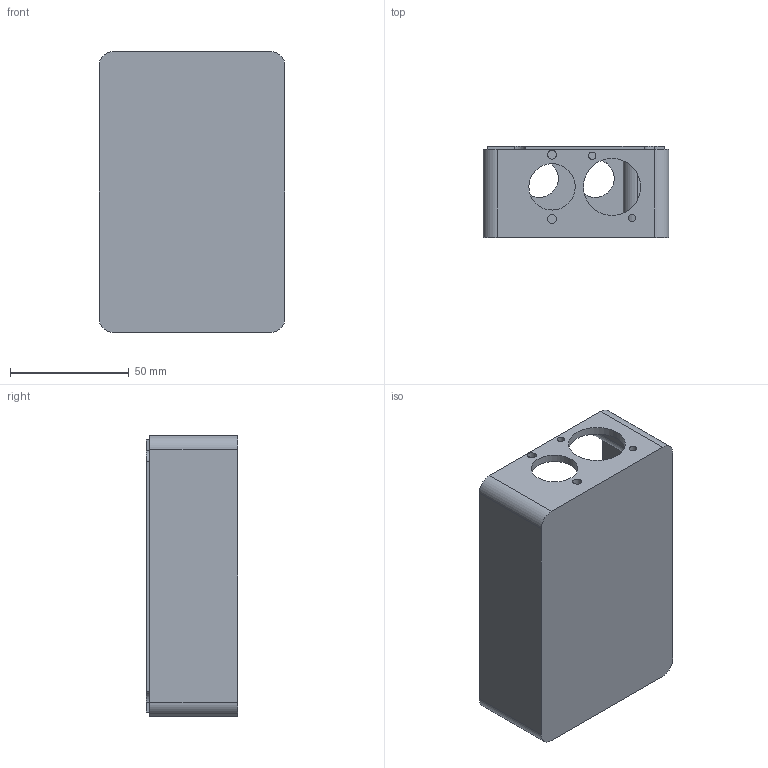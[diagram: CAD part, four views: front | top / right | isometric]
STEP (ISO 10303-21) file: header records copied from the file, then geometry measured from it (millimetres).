
FILE_DESCRIPTION(/* description */ (''),/* implementation_level */ '2;1');
FILE_NAME(/* name */ 'Box.stp',/* time_stamp */ '2019-12-14T15:47:34+01:00',/* author */ ('gabse'),/* organization */ (''),/* preprocessor_version */ 'ST-DEVELOPER v18',/* originating_system */ 'Autodesk Inventor 2020',/* authorisation */ '');
FILE_SCHEMA (('AUTOMOTIVE_DESIGN { 1 0 10303 214 3 1 1 }'));
Length unit declared in the file: millimetre
Products named in the file (1): Kiste
Bounding box: 78.15 x 38.3 x 118.15 mm (x, y, z)
Volume: 77833.8 mm3; surface area: 44636.3 mm2
Topology: 1 solids, 1 shells, 91 faces, 255 edges, 174 vertices
Faces by surface type: plane 62, cylinder 29
Full cylindrical faces by diameter (mm): 3.1 x2, 3.7 x2, 5.2 x1, 6.45 x4, 19.5 x1, 24 x1
Entity records: 3040 total; most frequent: CARTESIAN_POINT 521, DIRECTION 513, ORIENTED_EDGE 510, EDGE_CURVE 255, LINE 181, VECTOR 181, VERTEX_POINT 174, AXIS2_PLACEMENT_3D 166
